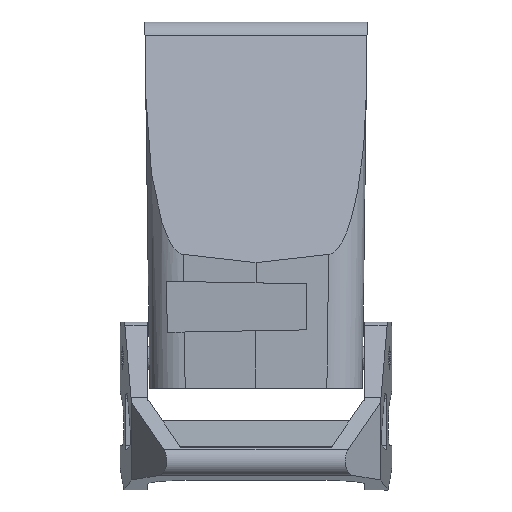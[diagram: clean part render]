
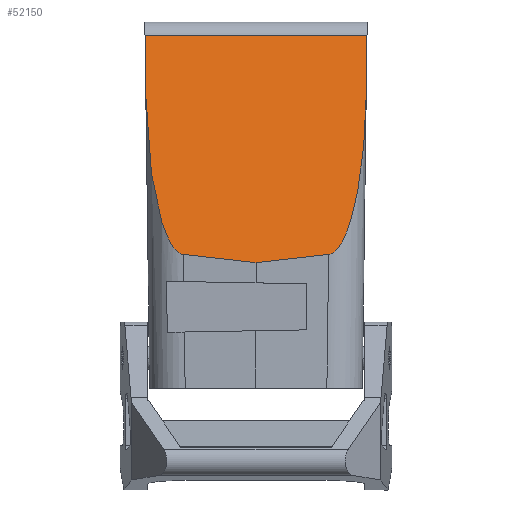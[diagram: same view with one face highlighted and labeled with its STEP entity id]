
A CAD part, front view. The second image highlights one B-rep face of the part: STEP entity #52150.
In plain terms, the highlighted face is planar.
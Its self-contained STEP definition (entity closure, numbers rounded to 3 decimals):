
#2160=CARTESIAN_POINT('',(-41.102,-105.31,
22.345));
#2170=VERTEX_POINT('',#2160);
#2220=CARTESIAN_POINT('',(-30.175,-152.569,
22.972));
#2230=DIRECTION('',(0.225,-0.974,
0.013));
#2240=VECTOR('',#2230,1.);
#2250=LINE('',#2220,#2240);
#2260=CARTESIAN_POINT('',(-44.036,-92.624,
22.177));
#2270=VERTEX_POINT('',#2260);
#2280=EDGE_CURVE('',#2270,#2170,#2250,.T.);
#34230=CARTESIAN_POINT('',(-51.936,-58.456,
-0.519));
#34240=VERTEX_POINT('',#34230);
#34270=CARTESIAN_POINT('',(-51.936,-58.455,
-0.518));
#34280=DIRECTION('',(-0.026,0.112,
0.993));
#34290=VECTOR('',#34280,1.);
#34300=LINE('',#34270,#34290);
#34310=CARTESIAN_POINT('',(-51.544,-60.15,
-15.48));
#34320=VERTEX_POINT('',#34310);
#34330=EDGE_CURVE('',#34320,#34240,#34300,.T.);
#43150=CARTESIAN_POINT('',(-51.544,-60.15,
14.442));
#43160=VERTEX_POINT('',#43150);
#43190=CARTESIAN_POINT('',(-51.936,-58.456,
-0.518));
#43200=DIRECTION('',(-0.026,0.112,
-0.993));
#43210=VECTOR('',#43200,1.);
#43220=LINE('',#43190,#43210);
#43230=EDGE_CURVE('',#43160,#34240,#43220,.T.);
#51750=CARTESIAN_POINT('',(-40.831,-106.481,
22.668));
#51760=DIRECTION('',(-0.974,-0.225,
0.));
#51770=DIRECTION('',(-0.225,0.974,
0.));
#51780=AXIS2_PLACEMENT_3D('',#51750,#51760,#51770);
#51790=PLANE('',#51780);
#51800=CARTESIAN_POINT('',(-41.102,-105.31,
21.563));
#51810=DIRECTION('',(0.,0.,-1.));
#51820=VECTOR('',#51810,1.);
#51830=LINE('',#51800,#51820);
#51840=CARTESIAN_POINT('',(-41.102,-105.31,
-23.384));
#51850=VERTEX_POINT('',#51840);
#51860=EDGE_CURVE('',#2170,#51850,#51830,.T.);
#51870=ORIENTED_EDGE('',*,*,#51860,.F.);
#51880=CARTESIAN_POINT('',(-30.175,-152.569,
-24.01));
#51890=DIRECTION('',(0.225,-0.974,
-0.013));
#51900=VECTOR('',#51890,1.);
#51910=LINE('',#51880,#51900);
#51920=CARTESIAN_POINT('',(-44.036,-92.624,
-23.215));
#51930=VERTEX_POINT('',#51920);
#51940=EDGE_CURVE('',#51930,#51850,#51910,.T.);
#51950=ORIENTED_EDGE('',*,*,#51940,.T.);
#51960=CARTESIAN_POINT('',(-44.036,-92.623,
-15.715));
#51970=DIRECTION('',(-0.974,-0.225,
0.));
#51980=DIRECTION('',(-0.225,0.974,
0.014));
#51990=AXIS2_PLACEMENT_3D('',#51960,#51970,#51980);
#52000=ELLIPSE('',#51990,33.345,7.5);
#52010=EDGE_CURVE('',#34320,#51930,#52000,.T.);
#52020=ORIENTED_EDGE('',*,*,#52010,.T.);
#52030=ORIENTED_EDGE('',*,*,#34330,.F.);
#52040=ORIENTED_EDGE('',*,*,#43230,.T.);
#52050=CARTESIAN_POINT('',(-44.036,-92.623,
14.676));
#52060=DIRECTION('',(-0.974,-0.225,
0.));
#52070=DIRECTION('',(-0.225,0.974,
-0.014));
#52080=AXIS2_PLACEMENT_3D('',#52050,#52060,#52070);
#52090=ELLIPSE('',#52080,33.345,7.5);
#52100=EDGE_CURVE('',#2270,#43160,#52090,.T.);
#52110=ORIENTED_EDGE('',*,*,#52100,.T.);
#52120=ORIENTED_EDGE('',*,*,#2280,.F.);
#52130=EDGE_LOOP('',(#52120,#52110,#52040,#52030,#52020,#51950,#51870));
#52140=FACE_OUTER_BOUND('',#52130,.T.);
#52150=ADVANCED_FACE('',(#52140),#51790,.T.);
